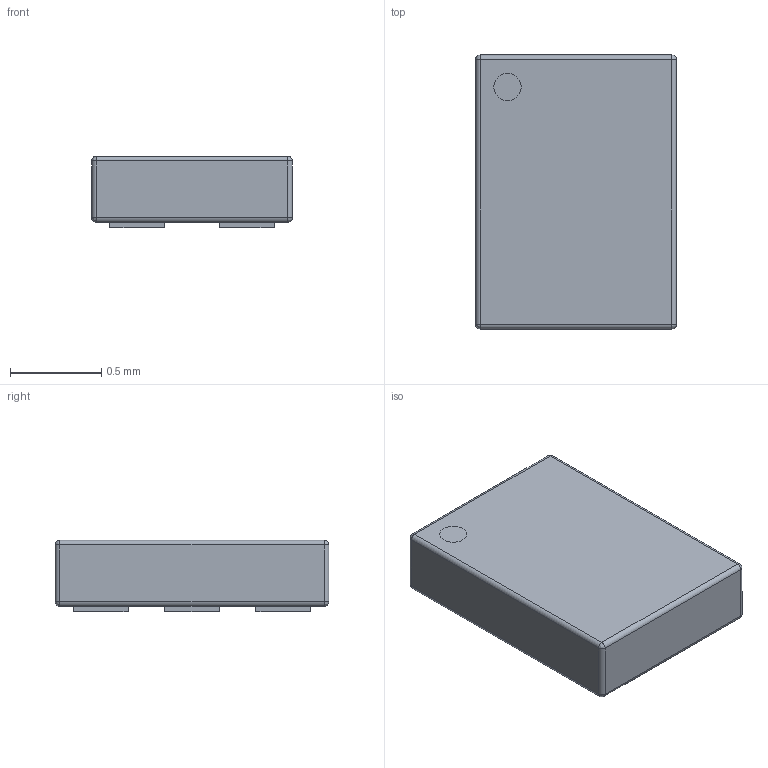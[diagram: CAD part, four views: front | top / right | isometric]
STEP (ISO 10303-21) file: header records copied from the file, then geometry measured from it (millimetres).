
FILE_DESCRIPTION (( 'STEP AP214' ), '1' );
FILE_NAME ('1EDN7550UXTSA1.STEP', '2024-12-11T12:49:07', ( '' ), ( '' ), 'SwSTEP 2.0', 'SolidWorks 2023', '' );
FILE_SCHEMA (( 'AUTOMOTIVE_DESIGN' ));
Length unit declared in the file: millimetre
Products named in the file (1): 1EDN7550UXTSA1
Bounding box: 1.1 x 1.5 x 0.39 mm (x, y, z)
Volume: 0.6 mm3; surface area: 6.4 mm2
Topology: 8 solids, 8 shells, 69 faces, 140 edges, 80 vertices
Faces by surface type: plane 45, cylinder 16, bspline 8
Entity records: 2639 total; most frequent: CARTESIAN_POINT 402, DIRECTION 288, ORIENTED_EDGE 264, EDGE_CURVE 132, VECTOR 100, LINE 100, AXIS2_PLACEMENT_3D 94, VERTEX_POINT 80
